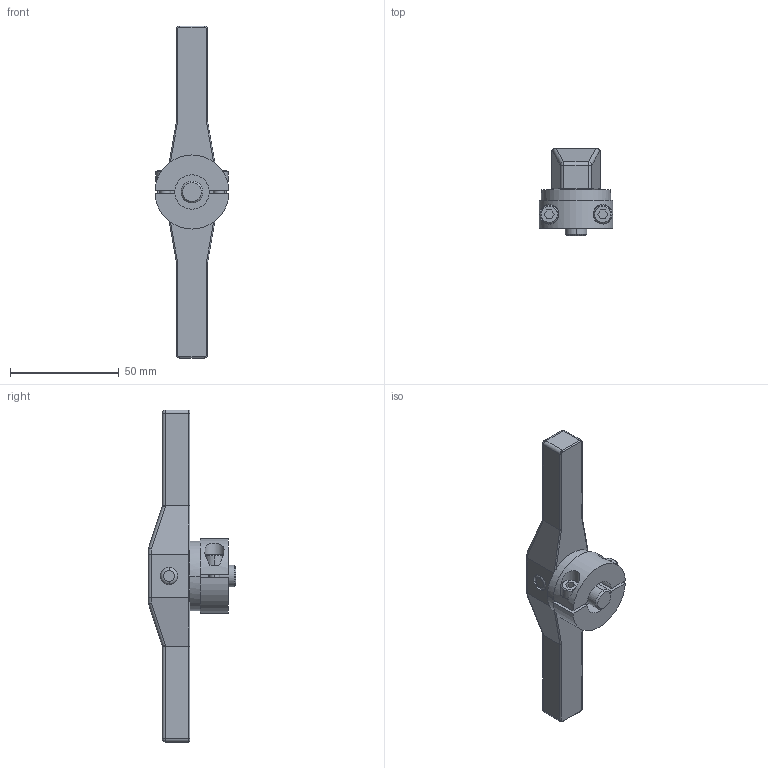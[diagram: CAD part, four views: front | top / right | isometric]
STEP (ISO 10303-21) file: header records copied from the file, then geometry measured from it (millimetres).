
FILE_DESCRIPTION((''),'2;1');
FILE_NAME('ILCM44520910_ASM','2006-05-16T',('KR'),(''),'PRO/ENGINEER BY PARAMETRIC TECHNOLOGY CORPORATION, 2004290','PRO/ENGINEER BY PARAMETRIC TECHNOLOGY CORPORATION, 2004290','');
FILE_SCHEMA(('AUTOMOTIVE_DESIGN_CC2 { 1 2 10303 214 -1 1 5 2 }'));
Length unit declared in the file: millimetre
Products named in the file (3): ILCM44520909; ILCM44520908; ILCM44520910_ASM
Assembly tree (2 placements, depth 2):
  ILCM44520910_ASM
    ILCM44520909
    ILCM44520908
Bounding box: 33.97 x 40.16 x 152.4 mm (x, y, z)
Volume: 50539.6 mm3; surface area: 17048.4 mm2
Topology: 2 solids, 2 shells, 153 faces, 358 edges, 218 vertices
Faces by surface type: cylinder 72, plane 61, cone 8, torus 8, sphere 4
Entity records: 5281 total; most frequent: CARTESIAN_POINT 1048, DIRECTION 756, ORIENTED_EDGE 716, EDGE_CURVE 358, AXIS2_PLACEMENT_3D 278, VERTEX_POINT 218, VECTOR 200, LINE 200
